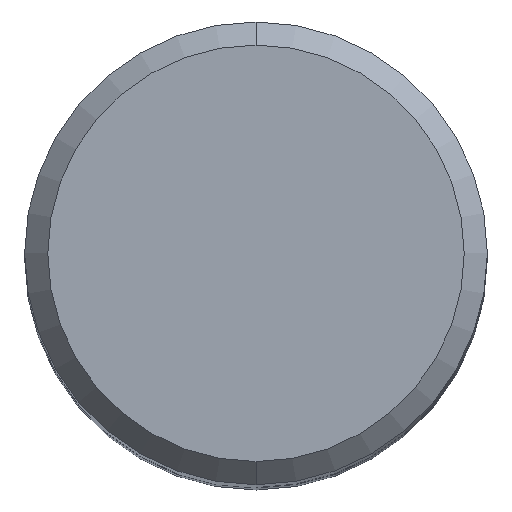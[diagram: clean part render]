
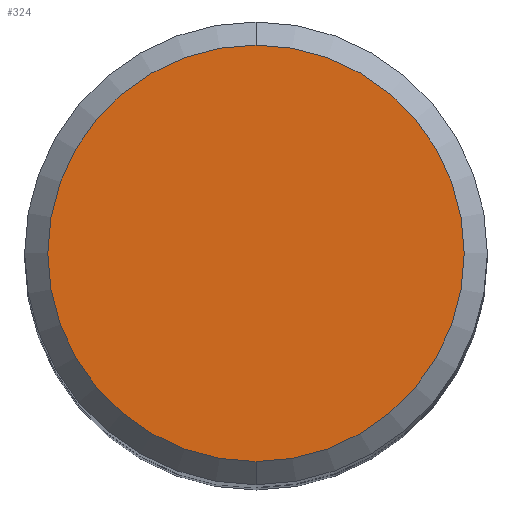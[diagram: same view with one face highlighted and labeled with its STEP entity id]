
A CAD part, top view. The second image highlights one B-rep face of the part: STEP entity #324.
In plain terms, the highlighted planar face has unit normal (0, 0, 1).
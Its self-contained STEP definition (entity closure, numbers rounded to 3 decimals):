
#188=VERTEX_POINT('',#469);
#200=EDGE_CURVE('',#188,#262,#481,.T.);
#262=VERTEX_POINT('',#548);
#324=ADVANCED_FACE('',(#615),#616,.T.);
#378=EDGE_CURVE('',#262,#188,#676,.T.);
#469=CARTESIAN_POINT('',(0.0,7.2,0.0));
#481=CIRCLE('',#851,7.2);
#548=CARTESIAN_POINT('',(0.,-7.2,0.0));
#615=FACE_OUTER_BOUND('',#1072,.T.);
#616=PLANE('',#1073);
#676=CIRCLE('',#1264,7.2);
#851=AXIS2_PLACEMENT_3D('',#1424,#1425,#1426);
#1072=EDGE_LOOP('',(#1567,#1568));
#1073=AXIS2_PLACEMENT_3D('',#1569,#1570,#1571);
#1264=AXIS2_PLACEMENT_3D('',#1637,#1638,#1639);
#1424=CARTESIAN_POINT('',(0.0,0.0,0.0));
#1425=DIRECTION('',(0.0,0.0,-1.0));
#1426=DIRECTION('',(0.0,1.0,0.0));
#1567=ORIENTED_EDGE('',*,*,#200,.F.);
#1568=ORIENTED_EDGE('',*,*,#378,.F.);
#1569=CARTESIAN_POINT('',(0.0,3.6,0.0));
#1570=DIRECTION('',(-0.0,0.0,1.0));
#1571=DIRECTION('',(0.0,-1.0,0.0));
#1637=CARTESIAN_POINT('',(0.0,0.0,0.0));
#1638=DIRECTION('',(0.0,0.0,-1.0));
#1639=DIRECTION('',(0.0,1.0,0.0));
